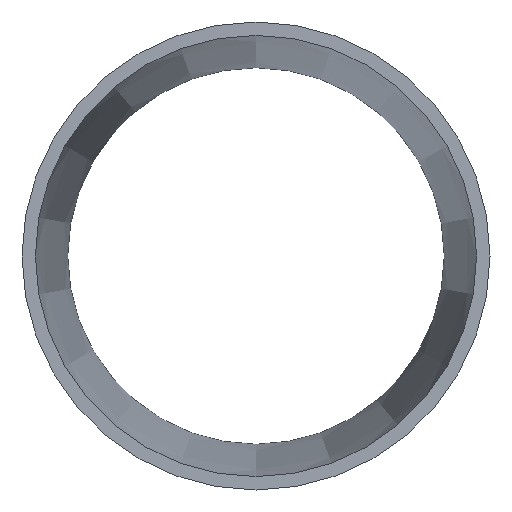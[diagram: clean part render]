
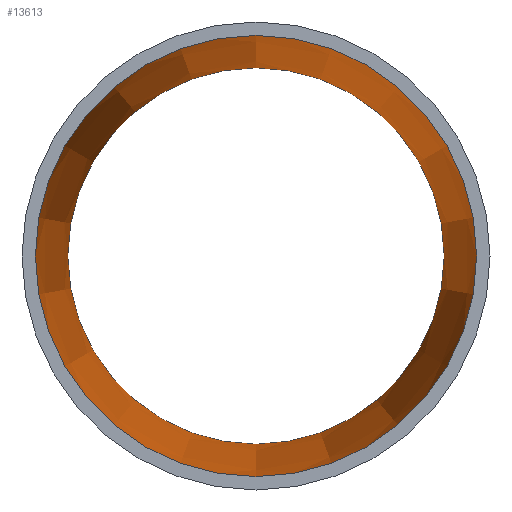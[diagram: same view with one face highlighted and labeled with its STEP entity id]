
A CAD part, front view. The second image highlights one B-rep face of the part: STEP entity #13613.
In plain terms, the highlighted conical face has half-angle 3.085 degrees and reference radius 32.997 mm.
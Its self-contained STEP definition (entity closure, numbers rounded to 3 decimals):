
#960 = CARTESIAN_POINT ( 'NONE',  ( 0., 0., 0. ) ) ;
#2006 = EDGE_CURVE ( 'NONE', #8339, #8339, #3832, .T. ) ;
#2899 = AXIS2_PLACEMENT_3D ( 'NONE', #12107, #4858, #17948 ) ;
#3832 = CIRCLE ( 'NONE', #18040, 32.997 ) ;
#4858 = DIRECTION ( 'NONE',  ( 0., -1., 0. ) ) ;
#4875 = FACE_BOUND ( 'NONE', #20446, .T. ) ;
#7056 = DIRECTION ( 'NONE',  ( 0., -1., 0. ) ) ;
#8173 = CIRCLE ( 'NONE', #2899, 28.147 ) ;
#8339 = VERTEX_POINT ( 'NONE', #24520 ) ;
#9206 = CARTESIAN_POINT ( 'NONE',  ( 0., 90., -28.147 ) ) ;
#10277 = EDGE_CURVE ( 'NONE', #12503, #12503, #8173, .T. ) ;
#12019 = CARTESIAN_POINT ( 'NONE',  ( 0., 0., 0. ) ) ;
#12107 = CARTESIAN_POINT ( 'NONE',  ( 0., 90., 0. ) ) ;
#12503 = VERTEX_POINT ( 'NONE', #9206 ) ;
#13613 = ADVANCED_FACE ( 'NONE', ( #4875, #14669 ), #14510, .F. ) ;
#14510 = CONICAL_SURFACE ( 'NONE', #25000, 32.997, 0.054 ) ;
#14669 = FACE_OUTER_BOUND ( 'NONE', #20133, .T. ) ;
#15407 = ORIENTED_EDGE ( 'NONE', *, *, #2006, .T. ) ;
#17948 = DIRECTION ( 'NONE',  ( 0., 0., -1. ) ) ;
#18040 = AXIS2_PLACEMENT_3D ( 'NONE', #12019, #22016, #22276 ) ;
#20133 = EDGE_LOOP ( 'NONE', ( #15407 ) ) ;
#20446 = EDGE_LOOP ( 'NONE', ( #21729 ) ) ;
#21729 = ORIENTED_EDGE ( 'NONE', *, *, #10277, .F. ) ;
#21987 = DIRECTION ( 'NONE',  ( 0., 0., -1. ) ) ;
#22016 = DIRECTION ( 'NONE',  ( 0., -1., 0. ) ) ;
#22276 = DIRECTION ( 'NONE',  ( 0., 0., -1. ) ) ;
#24520 = CARTESIAN_POINT ( 'NONE',  ( 0., 0., -32.997 ) ) ;
#25000 = AXIS2_PLACEMENT_3D ( 'NONE', #960, #7056, #21987 ) ;
